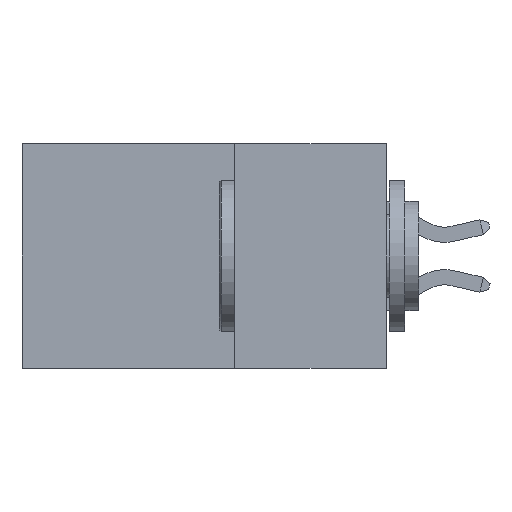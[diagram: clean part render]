
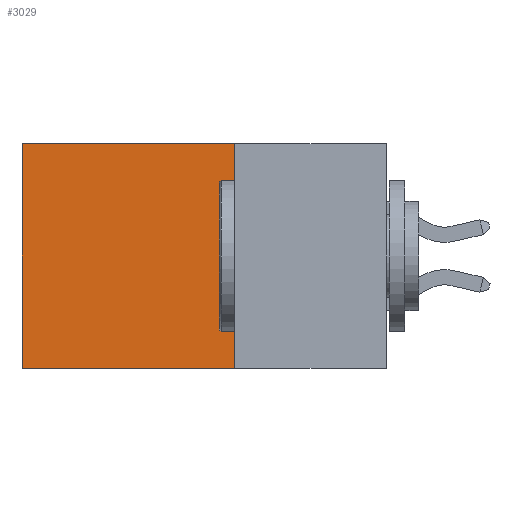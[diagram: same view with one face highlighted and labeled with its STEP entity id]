
A CAD part, left-side view. The second image highlights one B-rep face of the part: STEP entity #3029.
In plain terms, the highlighted planar face has unit normal (-1, 0, 0).
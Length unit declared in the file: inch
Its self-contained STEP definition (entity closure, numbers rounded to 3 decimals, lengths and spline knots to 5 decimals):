
#65 = EDGE_CURVE ( 'NONE', #5347, #11325, #10340, .T. ) ;
#384 = ORIENTED_EDGE ( 'NONE', *, *, #7354, .T. ) ;
#637 = ORIENTED_EDGE ( 'NONE', *, *, #3693, .T. ) ;
#1004 = EDGE_CURVE ( 'NONE', #11325, #10450, #3521, .T. ) ;
#1183 = CARTESIAN_POINT ( 'NONE',  ( 0.298, 0.25, 0. ) ) ;
#1949 = DIRECTION ( 'NONE',  ( 0., 0., -1. ) ) ;
#1988 = CARTESIAN_POINT ( 'NONE',  ( 0.298, 0.25, 0. ) ) ;
#2032 = VECTOR ( 'NONE', #8700, 39.37008 ) ;
#2350 = DIRECTION ( 'NONE',  ( 1., 0., 0. ) ) ;
#2601 = CARTESIAN_POINT ( 'NONE',  ( 0.298, 0.6, -0.37 ) ) ;
#2633 = DIRECTION ( 'NONE',  ( 0., 1., 0. ) ) ;
#2899 = DIRECTION ( 'NONE',  ( 0., 1., 0. ) ) ;
#2939 = CARTESIAN_POINT ( 'NONE',  ( 0.298, 0.25, 0. ) ) ;
#2983 = VECTOR ( 'NONE', #1949, 39.37008 ) ;
#3029 = ADVANCED_FACE ( 'NONE', ( #7918 ), #5095, .F. ) ;
#3234 = VECTOR ( 'NONE', #2633, 39.37008 ) ;
#3301 = CARTESIAN_POINT ( 'NONE',  ( 0.298, 0.25, 0. ) ) ;
#3521 = LINE ( 'NONE', #3656, #3234 ) ;
#3577 = ORIENTED_EDGE ( 'NONE', *, *, #1004, .F. ) ;
#3656 = CARTESIAN_POINT ( 'NONE',  ( 0.298, 0.25, -0.37 ) ) ;
#3693 = EDGE_CURVE ( 'NONE', #5347, #9813, #6396, .T. ) ;
#4359 = CARTESIAN_POINT ( 'NONE',  ( 0.298, 0.6, 0. ) ) ;
#4482 = CARTESIAN_POINT ( 'NONE',  ( 0.298, 0.6, 0. ) ) ;
#5095 = PLANE ( 'NONE',  #10469 ) ;
#5347 = VERTEX_POINT ( 'NONE', #1988 ) ;
#6396 = LINE ( 'NONE', #1183, #9731 ) ;
#7354 = EDGE_CURVE ( 'NONE', #9813, #10450, #11352, .T. ) ;
#7918 = FACE_OUTER_BOUND ( 'NONE', #9378, .T. ) ;
#8595 = DIRECTION ( 'NONE',  ( 0., 0., -1. ) ) ;
#8700 = DIRECTION ( 'NONE',  ( 0., 0., -1. ) ) ;
#9005 = CARTESIAN_POINT ( 'NONE',  ( 0.298, 0.25, -0.37 ) ) ;
#9027 = ORIENTED_EDGE ( 'NONE', *, *, #65, .F. ) ;
#9378 = EDGE_LOOP ( 'NONE', ( #384, #3577, #9027, #637 ) ) ;
#9731 = VECTOR ( 'NONE', #2899, 39.37008 ) ;
#9813 = VERTEX_POINT ( 'NONE', #4482 ) ;
#10340 = LINE ( 'NONE', #2939, #2983 ) ;
#10450 = VERTEX_POINT ( 'NONE', #2601 ) ;
#10469 = AXIS2_PLACEMENT_3D ( 'NONE', #3301, #2350, #8595 ) ;
#11325 = VERTEX_POINT ( 'NONE', #9005 ) ;
#11352 = LINE ( 'NONE', #4359, #2032 ) ;
